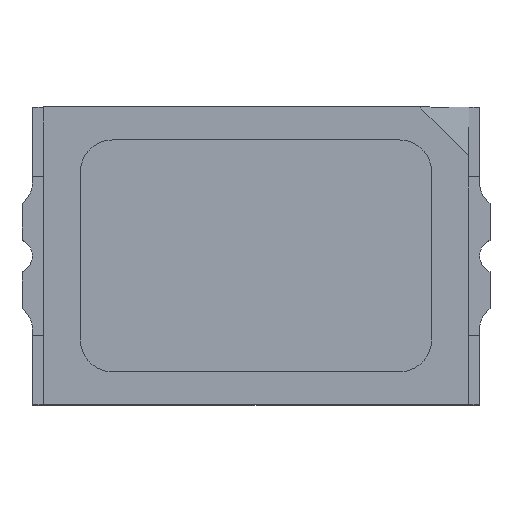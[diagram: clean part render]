
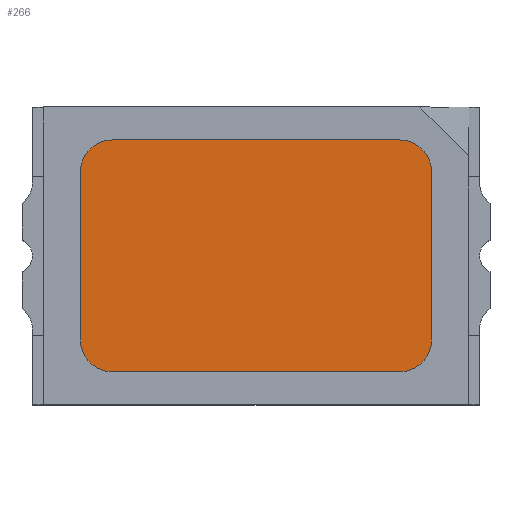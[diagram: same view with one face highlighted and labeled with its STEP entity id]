
A CAD part, top view. The second image highlights one B-rep face of the part: STEP entity #266.
In plain terms, the highlighted planar face has unit normal (0, 0, 1).
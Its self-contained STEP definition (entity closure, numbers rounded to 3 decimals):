
#1 = LINE ( 'NONE', #1386, #2150 ) ;
#43 = DIRECTION ( 'NONE',  ( 1., 0., 0. ) ) ;
#95 = PLANE ( 'NONE',  #1761 ) ;
#117 = CARTESIAN_POINT ( 'NONE',  ( -0.675, 0.545, -0.001 ) ) ;
#127 = CARTESIAN_POINT ( 'NONE',  ( -0.675, 0.545, -0.001 ) ) ;
#154 = AXIS2_PLACEMENT_3D ( 'NONE', #457, #1935, #675 ) ;
#159 = ORIENTED_EDGE ( 'NONE', *, *, #2707, .T. ) ;
#204 = CIRCLE ( 'NONE', #816, 0.15 ) ;
#208 = CIRCLE ( 'NONE', #1921, 0.15 ) ;
#210 = ORIENTED_EDGE ( 'NONE', *, *, #2513, .T. ) ;
#253 = ORIENTED_EDGE ( 'NONE', *, *, #1722, .T. ) ;
#266 = ADVANCED_FACE ( 'NONE', ( #337 ), #95, .T. ) ;
#294 = EDGE_CURVE ( 'NONE', #2181, #2021, #208, .T. ) ;
#323 = EDGE_CURVE ( 'NONE', #2542, #2704, #1207, .T. ) ;
#337 = FACE_OUTER_BOUND ( 'NONE', #443, .T. ) ;
#443 = EDGE_LOOP ( 'NONE', ( #2416, #1510, #1369, #159, #1360, #1822, #210, #253 ) ) ;
#444 = CARTESIAN_POINT ( 'NONE',  ( 0.825, -0.395, -0.001 ) ) ;
#457 = CARTESIAN_POINT ( 'NONE',  ( -0.675, 0.395, -0.001 ) ) ;
#504 = CARTESIAN_POINT ( 'NONE',  ( -0.675, -0.395, -0.001 ) ) ;
#527 = CARTESIAN_POINT ( 'NONE',  ( 0.675, -0.395, -0.001 ) ) ;
#539 = DIRECTION ( 'NONE',  ( 0., 1., 0. ) ) ;
#562 = DIRECTION ( 'NONE',  ( 1., 0., 0. ) ) ;
#611 = VERTEX_POINT ( 'NONE', #1652 ) ;
#675 = DIRECTION ( 'NONE',  ( 1., 0., 0. ) ) ;
#714 = CARTESIAN_POINT ( 'NONE',  ( -0.675, -0.545, -0.001 ) ) ;
#773 = VECTOR ( 'NONE', #2243, 1000. ) ;
#816 = AXIS2_PLACEMENT_3D ( 'NONE', #2194, #961, #2417 ) ;
#906 = EDGE_CURVE ( 'NONE', #1686, #2542, #204, .T. ) ;
#961 = DIRECTION ( 'NONE',  ( 0., 0., 1. ) ) ;
#980 = DIRECTION ( 'NONE',  ( -1., 0., 0. ) ) ;
#1049 = VERTEX_POINT ( 'NONE', #1920 ) ;
#1093 = EDGE_CURVE ( 'NONE', #1049, #2617, #2391, .T. ) ;
#1207 = LINE ( 'NONE', #127, #1747 ) ;
#1312 = DIRECTION ( 'NONE',  ( 0., 0., 1. ) ) ;
#1317 = CARTESIAN_POINT ( 'NONE',  ( 0.675, 0.545, -0.001 ) ) ;
#1318 = VECTOR ( 'NONE', #1774, 1000. ) ;
#1360 = ORIENTED_EDGE ( 'NONE', *, *, #906, .T. ) ;
#1369 = ORIENTED_EDGE ( 'NONE', *, *, #294, .T. ) ;
#1386 = CARTESIAN_POINT ( 'NONE',  ( 0.825, 0.395, -0.001 ) ) ;
#1510 = ORIENTED_EDGE ( 'NONE', *, *, #2634, .T. ) ;
#1566 = DIRECTION ( 'NONE',  ( 0., 0., 1. ) ) ;
#1622 = CARTESIAN_POINT ( 'NONE',  ( 0.825, 0.395, -0.001 ) ) ;
#1652 = CARTESIAN_POINT ( 'NONE',  ( -0.825, 0.395, -0.001 ) ) ;
#1686 = VERTEX_POINT ( 'NONE', #1622 ) ;
#1722 = EDGE_CURVE ( 'NONE', #611, #1049, #2006, .T. ) ;
#1747 = VECTOR ( 'NONE', #980, 1000. ) ;
#1761 = AXIS2_PLACEMENT_3D ( 'NONE', #504, #1566, #562 ) ;
#1774 = DIRECTION ( 'NONE',  ( 1., 0., 0. ) ) ;
#1822 = ORIENTED_EDGE ( 'NONE', *, *, #323, .T. ) ;
#1830 = CARTESIAN_POINT ( 'NONE',  ( -0.825, 0.395, -0.001 ) ) ;
#1920 = CARTESIAN_POINT ( 'NONE',  ( -0.825, -0.395, -0.001 ) ) ;
#1921 = AXIS2_PLACEMENT_3D ( 'NONE', #527, #1997, #2203 ) ;
#1935 = DIRECTION ( 'NONE',  ( 0., 0., 1. ) ) ;
#1997 = DIRECTION ( 'NONE',  ( 0., 0., 1. ) ) ;
#2006 = LINE ( 'NONE', #1830, #773 ) ;
#2021 = VERTEX_POINT ( 'NONE', #444 ) ;
#2150 = VECTOR ( 'NONE', #539, 1000. ) ;
#2181 = VERTEX_POINT ( 'NONE', #2219 ) ;
#2194 = CARTESIAN_POINT ( 'NONE',  ( 0.675, 0.395, -0.001 ) ) ;
#2203 = DIRECTION ( 'NONE',  ( 1., 0., 0. ) ) ;
#2219 = CARTESIAN_POINT ( 'NONE',  ( 0.675, -0.545, -0.001 ) ) ;
#2243 = DIRECTION ( 'NONE',  ( 0., -1., 0. ) ) ;
#2261 = CIRCLE ( 'NONE', #154, 0.15 ) ;
#2335 = AXIS2_PLACEMENT_3D ( 'NONE', #2548, #1312, #43 ) ;
#2347 = LINE ( 'NONE', #2601, #1318 ) ;
#2391 = CIRCLE ( 'NONE', #2335, 0.15 ) ;
#2416 = ORIENTED_EDGE ( 'NONE', *, *, #1093, .T. ) ;
#2417 = DIRECTION ( 'NONE',  ( -1., 0., 0. ) ) ;
#2513 = EDGE_CURVE ( 'NONE', #2704, #611, #2261, .T. ) ;
#2542 = VERTEX_POINT ( 'NONE', #1317 ) ;
#2548 = CARTESIAN_POINT ( 'NONE',  ( -0.675, -0.395, -0.001 ) ) ;
#2601 = CARTESIAN_POINT ( 'NONE',  ( -0.675, -0.545, -0.001 ) ) ;
#2617 = VERTEX_POINT ( 'NONE', #714 ) ;
#2634 = EDGE_CURVE ( 'NONE', #2617, #2181, #2347, .T. ) ;
#2704 = VERTEX_POINT ( 'NONE', #117 ) ;
#2707 = EDGE_CURVE ( 'NONE', #2021, #1686, #1, .T. ) ;
